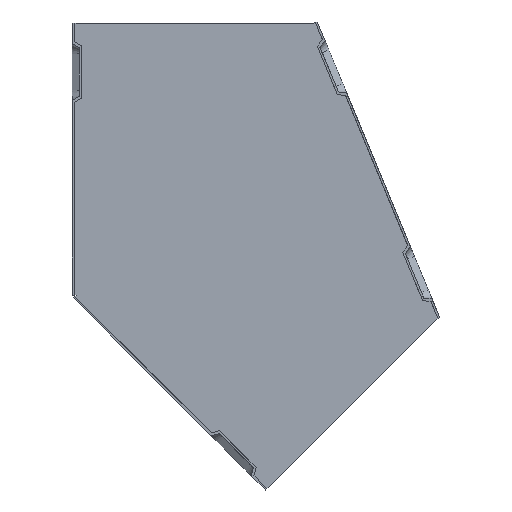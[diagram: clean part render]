
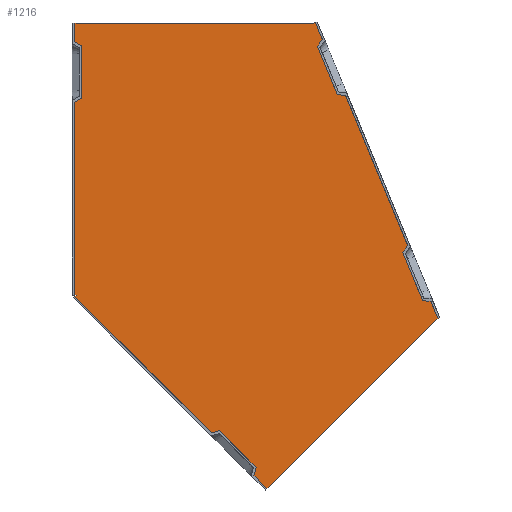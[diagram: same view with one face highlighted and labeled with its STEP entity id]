
A CAD part, front view. The second image highlights one B-rep face of the part: STEP entity #1216.
In plain terms, the highlighted planar face has unit normal (0, -1, 0).
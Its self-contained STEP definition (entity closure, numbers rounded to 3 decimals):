
#34=FACE_OUTER_BOUND('',#95,.T.);
#95=EDGE_LOOP('',(#793,#794,#795,#796,#797,#798,#799,#800,#801,#802,#803));
#191=LINE('',#1736,#330);
#217=LINE('',#1795,#356);
#218=LINE('',#1797,#357);
#219=LINE('',#1799,#358);
#220=LINE('',#1800,#359);
#221=LINE('',#1802,#360);
#222=LINE('',#1804,#361);
#223=LINE('',#1806,#362);
#224=LINE('',#1808,#363);
#225=LINE('',#1810,#364);
#226=LINE('',#1811,#365);
#330=VECTOR('',#1400,10.);
#356=VECTOR('',#1438,10.);
#357=VECTOR('',#1439,10.);
#358=VECTOR('',#1440,10.);
#359=VECTOR('',#1441,10.);
#360=VECTOR('',#1442,10.);
#361=VECTOR('',#1443,10.);
#362=VECTOR('',#1444,10.);
#363=VECTOR('',#1445,10.);
#364=VECTOR('',#1446,10.);
#365=VECTOR('',#1447,10.);
#469=VERTEX_POINT('',#1733);
#470=VERTEX_POINT('',#1735);
#496=VERTEX_POINT('',#1793);
#497=VERTEX_POINT('',#1794);
#498=VERTEX_POINT('',#1796);
#499=VERTEX_POINT('',#1798);
#500=VERTEX_POINT('',#1801);
#501=VERTEX_POINT('',#1803);
#502=VERTEX_POINT('',#1805);
#503=VERTEX_POINT('',#1807);
#504=VERTEX_POINT('',#1809);
#585=EDGE_CURVE('',#469,#470,#191,.T.);
#615=EDGE_CURVE('',#496,#497,#217,.T.);
#616=EDGE_CURVE('',#498,#497,#218,.T.);
#617=EDGE_CURVE('',#499,#498,#219,.T.);
#618=EDGE_CURVE('',#499,#470,#220,.T.);
#619=EDGE_CURVE('',#469,#500,#221,.T.);
#620=EDGE_CURVE('',#501,#500,#222,.T.);
#621=EDGE_CURVE('',#501,#502,#223,.T.);
#622=EDGE_CURVE('',#502,#503,#224,.T.);
#623=EDGE_CURVE('',#504,#503,#225,.T.);
#624=EDGE_CURVE('',#504,#496,#226,.T.);
#793=ORIENTED_EDGE('',*,*,#615,.T.);
#794=ORIENTED_EDGE('',*,*,#616,.F.);
#795=ORIENTED_EDGE('',*,*,#617,.F.);
#796=ORIENTED_EDGE('',*,*,#618,.T.);
#797=ORIENTED_EDGE('',*,*,#585,.F.);
#798=ORIENTED_EDGE('',*,*,#619,.T.);
#799=ORIENTED_EDGE('',*,*,#620,.F.);
#800=ORIENTED_EDGE('',*,*,#621,.T.);
#801=ORIENTED_EDGE('',*,*,#622,.T.);
#802=ORIENTED_EDGE('',*,*,#623,.F.);
#803=ORIENTED_EDGE('',*,*,#624,.T.);
#1111=PLANE('',#1304);
#1216=ADVANCED_FACE('',(#34),#1111,.F.);
#1304=AXIS2_PLACEMENT_3D('',#1792,#1436,#1437);
#1400=DIRECTION('',(0.383,0.,-0.924));
#1436=DIRECTION('center_axis',(0.,1.,0.));
#1437=DIRECTION('ref_axis',(0.,0.,1.));
#1438=DIRECTION('',(0.707,0.,-0.707));
#1439=DIRECTION('',(-0.707,0.,-0.707));
#1440=DIRECTION('',(-0.707,0.,-0.707));
#1441=DIRECTION('',(0.924,0.,0.383));
#1442=DIRECTION('',(-0.924,0.,-0.383));
#1443=DIRECTION('',(1.,0.,0.));
#1444=DIRECTION('',(-1.,0.,0.));
#1445=DIRECTION('',(0.,0.,-1.));
#1446=DIRECTION('',(-1.,0.,0.));
#1447=DIRECTION('',(-0.707,0.,-0.707));
#1733=CARTESIAN_POINT('',(0.739,-0.8,0.306));
#1735=CARTESIAN_POINT('',(51.253,-0.8,-121.646));
#1736=CARTESIAN_POINT('',(25.996,-0.8,-60.67));
#1792=CARTESIAN_POINT('Origin',(-31.579,-0.8,-84.519));
#1793=CARTESIAN_POINT('',(-98.566,-0.8,-112.596));
#1794=CARTESIAN_POINT('',(-19.348,-0.8,-191.814));
#1795=CARTESIAN_POINT('',(-69.034,-0.8,-142.128));
#1796=CARTESIAN_POINT('',(-18.782,-0.8,-191.249));
#1797=CARTESIAN_POINT('',(4.135,-0.8,-168.331));
#1798=CARTESIAN_POINT('',(50.514,-0.8,-121.952));
#1799=CARTESIAN_POINT('',(-18.782,-0.8,-191.249));
#1800=CARTESIAN_POINT('',(22.465,-0.8,-133.57));
#1801=CARTESIAN_POINT('',(0.,-0.8,0.));
#1802=CARTESIAN_POINT('',(-27.679,-0.8,-11.465));
#1803=CARTESIAN_POINT('',(-98.,-0.8,0.));
#1804=CARTESIAN_POINT('',(0.,-0.8,0.));
#1805=CARTESIAN_POINT('',(-98.8,-0.8,0.));
#1806=CARTESIAN_POINT('',(-65.19,-0.8,0.));
#1807=CARTESIAN_POINT('',(-98.8,-0.8,-112.031));
#1808=CARTESIAN_POINT('',(-98.8,-0.8,-70.267));
#1809=CARTESIAN_POINT('',(-98.,-0.8,-112.031));
#1810=CARTESIAN_POINT('',(-65.59,-0.8,-112.031));
#1811=CARTESIAN_POINT('',(-74.8,-0.8,-88.83));
